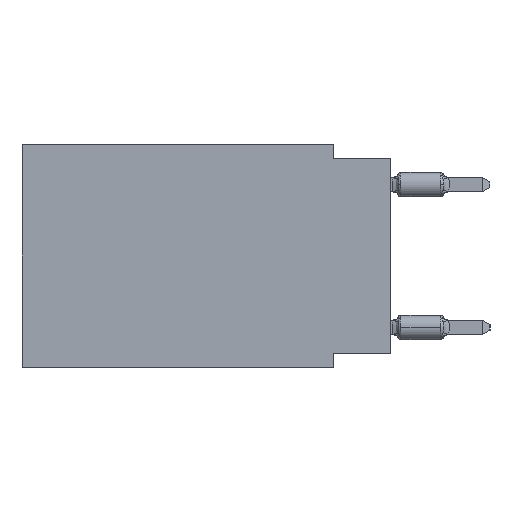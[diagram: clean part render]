
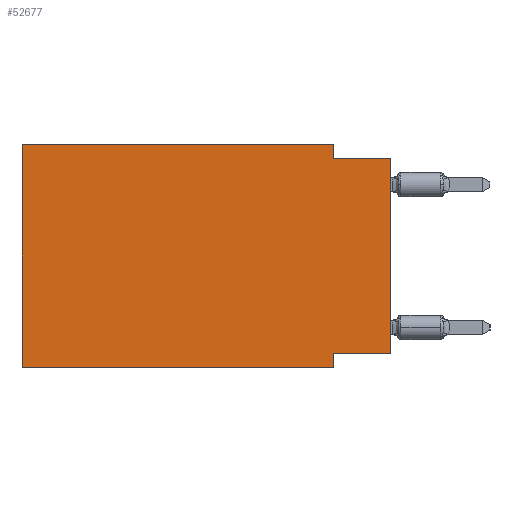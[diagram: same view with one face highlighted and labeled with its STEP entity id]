
A CAD part, left-side view. The second image highlights one B-rep face of the part: STEP entity #52677.
In plain terms, the highlighted planar face has unit normal (-1, 0, 0).
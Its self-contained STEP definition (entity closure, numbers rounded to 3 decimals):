
#906 = VERTEX_POINT ( 'NONE', #39979 ) ;
#1926 = LINE ( 'NONE', #27238, #7545 ) ;
#2963 = VECTOR ( 'NONE', #7244, 1000. ) ;
#3494 = EDGE_CURVE ( 'NONE', #44413, #906, #44230, .T. ) ;
#4139 = LINE ( 'NONE', #46464, #14165 ) ;
#5229 = EDGE_CURVE ( 'NONE', #906, #40197, #42770, .T. ) ;
#5244 = FACE_OUTER_BOUND ( 'NONE', #50300, .T. ) ;
#5523 = CARTESIAN_POINT ( 'NONE',  ( 0., 0., -9.271 ) ) ;
#5966 = EDGE_CURVE ( 'NONE', #34363, #30168, #50371, .T. ) ;
#6059 = CARTESIAN_POINT ( 'NONE',  ( 0., 16.383, -9.906 ) ) ;
#7244 = DIRECTION ( 'NONE',  ( 0., 0., -1. ) ) ;
#7545 = VECTOR ( 'NONE', #27518, 1000. ) ;
#7933 = CARTESIAN_POINT ( 'NONE',  ( 0., 0., 0. ) ) ;
#7961 = CARTESIAN_POINT ( 'NONE',  ( 0., 2.54, 0. ) ) ;
#8072 = CARTESIAN_POINT ( 'NONE',  ( 0., 0., -9.271 ) ) ;
#8149 = VECTOR ( 'NONE', #26965, 1000. ) ;
#8479 = EDGE_CURVE ( 'NONE', #30168, #42708, #20037, .T. ) ;
#8965 = ORIENTED_EDGE ( 'NONE', *, *, #43229, .F. ) ;
#9471 = CARTESIAN_POINT ( 'NONE',  ( 0., 16.383, 0. ) ) ;
#9939 = CARTESIAN_POINT ( 'NONE',  ( 0., 0., -0.635 ) ) ;
#10328 = ORIENTED_EDGE ( 'NONE', *, *, #8479, .F. ) ;
#14165 = VECTOR ( 'NONE', #46724, 1000. ) ;
#15986 = VECTOR ( 'NONE', #24937, 1000. ) ;
#17720 = DIRECTION ( 'NONE',  ( 0., -1., 0. ) ) ;
#20037 = LINE ( 'NONE', #54804, #2963 ) ;
#22226 = DIRECTION ( 'NONE',  ( 1., 0., 0. ) ) ;
#23102 = CARTESIAN_POINT ( 'NONE',  ( 0., 2.54, 0. ) ) ;
#24937 = DIRECTION ( 'NONE',  ( 0., 0., -1. ) ) ;
#25724 = LINE ( 'NONE', #7933, #29754 ) ;
#26719 = EDGE_CURVE ( 'NONE', #47641, #42708, #1926, .T. ) ;
#26965 = DIRECTION ( 'NONE',  ( 0., 1., 0. ) ) ;
#27238 = CARTESIAN_POINT ( 'NONE',  ( 0., 16.383, -9.906 ) ) ;
#27518 = DIRECTION ( 'NONE',  ( 0., -1., 0. ) ) ;
#29754 = VECTOR ( 'NONE', #54687, 1000. ) ;
#30168 = VERTEX_POINT ( 'NONE', #44249 ) ;
#30783 = CARTESIAN_POINT ( 'NONE',  ( 0., 0., -0.635 ) ) ;
#31568 = EDGE_CURVE ( 'NONE', #47641, #42733, #4139, .T. ) ;
#31830 = AXIS2_PLACEMENT_3D ( 'NONE', #47549, #22226, #39214 ) ;
#34363 = VERTEX_POINT ( 'NONE', #5523 ) ;
#36562 = VECTOR ( 'NONE', #17720, 1000. ) ;
#38135 = ORIENTED_EDGE ( 'NONE', *, *, #5229, .F. ) ;
#39214 = DIRECTION ( 'NONE',  ( 0., 0., -1. ) ) ;
#39260 = EDGE_CURVE ( 'NONE', #34363, #40197, #25724, .T. ) ;
#39979 = CARTESIAN_POINT ( 'NONE',  ( 0., 2.54, -0.635 ) ) ;
#40197 = VERTEX_POINT ( 'NONE', #9939 ) ;
#42708 = VERTEX_POINT ( 'NONE', #48153 ) ;
#42733 = VERTEX_POINT ( 'NONE', #9471 ) ;
#42770 = LINE ( 'NONE', #30783, #36562 ) ;
#42829 = PLANE ( 'NONE',  #31830 ) ;
#43229 = EDGE_CURVE ( 'NONE', #42733, #44413, #51165, .T. ) ;
#44230 = LINE ( 'NONE', #7961, #15986 ) ;
#44249 = CARTESIAN_POINT ( 'NONE',  ( 0., 2.54, -9.271 ) ) ;
#44413 = VERTEX_POINT ( 'NONE', #23102 ) ;
#44478 = ORIENTED_EDGE ( 'NONE', *, *, #26719, .T. ) ;
#45393 = ORIENTED_EDGE ( 'NONE', *, *, #5966, .F. ) ;
#46464 = CARTESIAN_POINT ( 'NONE',  ( 0., 16.383, 0. ) ) ;
#46724 = DIRECTION ( 'NONE',  ( 0., 0., 1. ) ) ;
#47538 = DIRECTION ( 'NONE',  ( 0., -1., 0. ) ) ;
#47549 = CARTESIAN_POINT ( 'NONE',  ( 0., 16.383, 0. ) ) ;
#47641 = VERTEX_POINT ( 'NONE', #6059 ) ;
#48153 = CARTESIAN_POINT ( 'NONE',  ( 0., 2.54, -9.906 ) ) ;
#48943 = ORIENTED_EDGE ( 'NONE', *, *, #3494, .F. ) ;
#50252 = ORIENTED_EDGE ( 'NONE', *, *, #39260, .T. ) ;
#50300 = EDGE_LOOP ( 'NONE', ( #50252, #38135, #48943, #8965, #54125, #44478, #10328, #45393 ) ) ;
#50371 = LINE ( 'NONE', #8072, #8149 ) ;
#51165 = LINE ( 'NONE', #51727, #54923 ) ;
#51727 = CARTESIAN_POINT ( 'NONE',  ( 0., 16.383, 0. ) ) ;
#52677 = ADVANCED_FACE ( 'NONE', ( #5244 ), #42829, .F. ) ;
#54125 = ORIENTED_EDGE ( 'NONE', *, *, #31568, .F. ) ;
#54687 = DIRECTION ( 'NONE',  ( 0., 0., 1. ) ) ;
#54804 = CARTESIAN_POINT ( 'NONE',  ( 0., 2.54, -9.906 ) ) ;
#54923 = VECTOR ( 'NONE', #47538, 1000. ) ;
